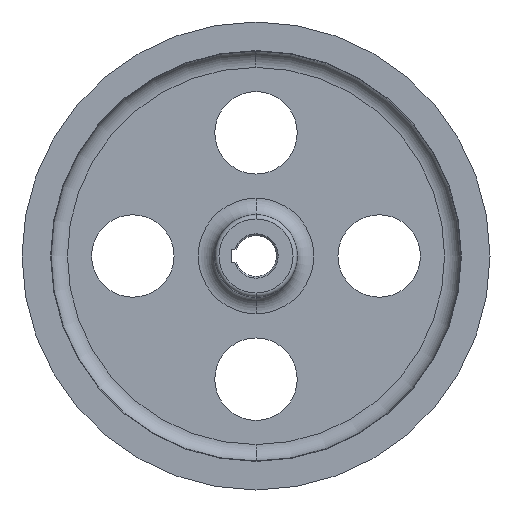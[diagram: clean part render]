
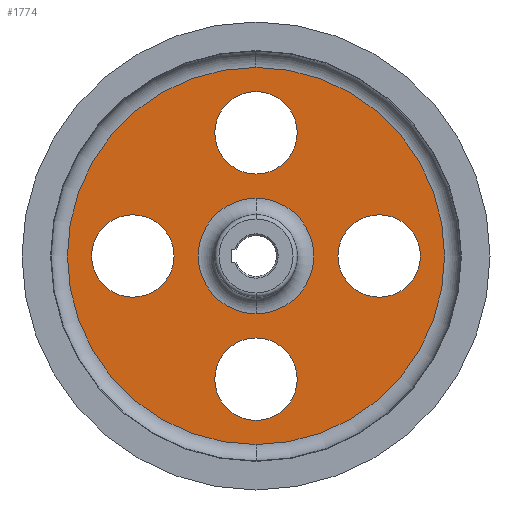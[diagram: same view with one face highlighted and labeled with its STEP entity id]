
A CAD part, left-side view. The second image highlights one B-rep face of the part: STEP entity #1774.
In plain terms, the highlighted planar face has unit normal (-1, 0, 0).
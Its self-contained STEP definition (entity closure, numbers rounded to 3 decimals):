
#4 = DIRECTION ( 'NONE',  ( -1., 0., 0. ) ) ;
#6 = DIRECTION ( 'NONE',  ( -1., 0., 0. ) ) ;
#18 = AXIS2_PLACEMENT_3D ( 'NONE', #2028, #606, #1076 ) ;
#25 = EDGE_CURVE ( 'NONE', #999, #381, #1962, .T. ) ;
#41 = CIRCLE ( 'NONE', #1388, 25.15 ) ;
#60 = ORIENTED_EDGE ( 'NONE', *, *, #1329, .F. ) ;
#80 = DIRECTION ( 'NONE',  ( -1., 0., 0. ) ) ;
#92 = CARTESIAN_POINT ( 'NONE',  ( 16., 0., 0. ) ) ;
#118 = FACE_BOUND ( 'NONE', #695, .T. ) ;
#145 = EDGE_CURVE ( 'NONE', #2056, #1667, #882, .T. ) ;
#149 = CARTESIAN_POINT ( 'NONE',  ( 16., 0., 100.3 ) ) ;
#232 = ORIENTED_EDGE ( 'NONE', *, *, #1600, .T. ) ;
#256 = DIRECTION ( 'NONE',  ( -1., 0., 0. ) ) ;
#269 = DIRECTION ( 'NONE',  ( -1., 0., 0. ) ) ;
#291 = AXIS2_PLACEMENT_3D ( 'NONE', #987, #1468, #307 ) ;
#303 = AXIS2_PLACEMENT_3D ( 'NONE', #1529, #80, #726 ) ;
#307 = DIRECTION ( 'NONE',  ( 0., 0., -1. ) ) ;
#320 = AXIS2_PLACEMENT_3D ( 'NONE', #1403, #256, #439 ) ;
#368 = CARTESIAN_POINT ( 'NONE',  ( 16., 75.15, 0. ) ) ;
#381 = VERTEX_POINT ( 'NONE', #1280 ) ;
#411 = AXIS2_PLACEMENT_3D ( 'NONE', #1884, #1211, #1058 ) ;
#419 = FACE_BOUND ( 'NONE', #1402, .T. ) ;
#429 = DIRECTION ( 'NONE',  ( 0., 0., -1. ) ) ;
#439 = DIRECTION ( 'NONE',  ( 0., 0., -1. ) ) ;
#505 = CARTESIAN_POINT ( 'NONE',  ( 16., 0., 75.15 ) ) ;
#530 = CARTESIAN_POINT ( 'NONE',  ( 16., 0., 0. ) ) ;
#541 = VERTEX_POINT ( 'NONE', #1828 ) ;
#557 = VERTEX_POINT ( 'NONE', #1359 ) ;
#589 = CARTESIAN_POINT ( 'NONE',  ( 16., -75.15, 25.15 ) ) ;
#606 = DIRECTION ( 'NONE',  ( -1., 0., 0. ) ) ;
#629 = DIRECTION ( 'NONE',  ( -1., 0., 0. ) ) ;
#646 = CIRCLE ( 'NONE', #411, 35.248 ) ;
#682 = CARTESIAN_POINT ( 'NONE',  ( 16., 0., 50. ) ) ;
#695 = EDGE_LOOP ( 'NONE', ( #1032, #1913 ) ) ;
#701 = CARTESIAN_POINT ( 'NONE',  ( 16., 0., -75.15 ) ) ;
#702 = AXIS2_PLACEMENT_3D ( 'NONE', #368, #1199, #1501 ) ;
#713 = CARTESIAN_POINT ( 'NONE',  ( 16., 0., -115.052 ) ) ;
#726 = DIRECTION ( 'NONE',  ( 0., 0., -1. ) ) ;
#727 = DIRECTION ( 'NONE',  ( 0., 0., -1. ) ) ;
#756 = FACE_BOUND ( 'NONE', #1263, .T. ) ;
#759 = CARTESIAN_POINT ( 'NONE',  ( 16., -75.15, 0. ) ) ;
#767 = CIRCLE ( 'NONE', #18, 25.15 ) ;
#773 = EDGE_CURVE ( 'NONE', #1955, #945, #41, .T. ) ;
#782 = CARTESIAN_POINT ( 'NONE',  ( 16., 0., 115.052 ) ) ;
#797 = ORIENTED_EDGE ( 'NONE', *, *, #773, .F. ) ;
#817 = ORIENTED_EDGE ( 'NONE', *, *, #1910, .T. ) ;
#841 = EDGE_LOOP ( 'NONE', ( #1825, #817 ) ) ;
#844 = EDGE_LOOP ( 'NONE', ( #1455, #232 ) ) ;
#882 = CIRCLE ( 'NONE', #1590, 115.052 ) ;
#907 = FACE_BOUND ( 'NONE', #1367, .T. ) ;
#932 = CIRCLE ( 'NONE', #1192, 25.15 ) ;
#944 = VERTEX_POINT ( 'NONE', #1677 ) ;
#945 = VERTEX_POINT ( 'NONE', #682 ) ;
#987 = CARTESIAN_POINT ( 'NONE',  ( 16., 0., 0. ) ) ;
#994 = EDGE_CURVE ( 'NONE', #1049, #944, #646, .T. ) ;
#999 = VERTEX_POINT ( 'NONE', #1069 ) ;
#1032 = ORIENTED_EDGE ( 'NONE', *, *, #25, .F. ) ;
#1049 = VERTEX_POINT ( 'NONE', #1250 ) ;
#1058 = DIRECTION ( 'NONE',  ( 0., 0., -1. ) ) ;
#1069 = CARTESIAN_POINT ( 'NONE',  ( 16., 75.15, 25.15 ) ) ;
#1070 = CARTESIAN_POINT ( 'NONE',  ( 16., 25.64, 0. ) ) ;
#1076 = DIRECTION ( 'NONE',  ( 0., 0., -1. ) ) ;
#1095 = DIRECTION ( 'NONE',  ( 1., 0., 0. ) ) ;
#1096 = AXIS2_PLACEMENT_3D ( 'NONE', #92, #1218, #727 ) ;
#1106 = EDGE_CURVE ( 'NONE', #1180, #1979, #1232, .T. ) ;
#1107 = DIRECTION ( 'NONE',  ( -1., 0., 0. ) ) ;
#1120 = EDGE_CURVE ( 'NONE', #945, #1955, #1366, .T. ) ;
#1180 = VERTEX_POINT ( 'NONE', #589 ) ;
#1185 = CIRCLE ( 'NONE', #1632, 25.15 ) ;
#1192 = AXIS2_PLACEMENT_3D ( 'NONE', #1919, #1107, #1764 ) ;
#1199 = DIRECTION ( 'NONE',  ( -1., 0., 0. ) ) ;
#1211 = DIRECTION ( 'NONE',  ( 1., 0., 0. ) ) ;
#1218 = DIRECTION ( 'NONE',  ( 1., 0., 0. ) ) ;
#1226 = PLANE ( 'NONE',  #1298 ) ;
#1232 = CIRCLE ( 'NONE', #1434, 25.15 ) ;
#1250 = CARTESIAN_POINT ( 'NONE',  ( 16., 0., -35.248 ) ) ;
#1263 = EDGE_LOOP ( 'NONE', ( #60, #1973 ) ) ;
#1265 = ORIENTED_EDGE ( 'NONE', *, *, #1865, .F. ) ;
#1280 = CARTESIAN_POINT ( 'NONE',  ( 16., 75.15, -25.15 ) ) ;
#1285 = DIRECTION ( 'NONE',  ( 0., 0., -1. ) ) ;
#1298 = AXIS2_PLACEMENT_3D ( 'NONE', #1070, #1095, #429 ) ;
#1329 = EDGE_CURVE ( 'NONE', #541, #557, #932, .T. ) ;
#1338 = CIRCLE ( 'NONE', #291, 115.052 ) ;
#1359 = CARTESIAN_POINT ( 'NONE',  ( 16., 0., -100.3 ) ) ;
#1366 = CIRCLE ( 'NONE', #320, 25.15 ) ;
#1367 = EDGE_LOOP ( 'NONE', ( #1986, #1265 ) ) ;
#1383 = EDGE_CURVE ( 'NONE', #557, #541, #1185, .T. ) ;
#1387 = FACE_BOUND ( 'NONE', #844, .T. ) ;
#1388 = AXIS2_PLACEMENT_3D ( 'NONE', #505, #629, #1285 ) ;
#1402 = EDGE_LOOP ( 'NONE', ( #797, #1668 ) ) ;
#1403 = CARTESIAN_POINT ( 'NONE',  ( 16., 0., 75.15 ) ) ;
#1434 = AXIS2_PLACEMENT_3D ( 'NONE', #759, #269, #1561 ) ;
#1455 = ORIENTED_EDGE ( 'NONE', *, *, #994, .T. ) ;
#1456 = CARTESIAN_POINT ( 'NONE',  ( 16., -75.15, -25.15 ) ) ;
#1468 = DIRECTION ( 'NONE',  ( -1., 0., 0. ) ) ;
#1474 = DIRECTION ( 'NONE',  ( 0., 0., -1. ) ) ;
#1501 = DIRECTION ( 'NONE',  ( 0., 0., -1. ) ) ;
#1529 = CARTESIAN_POINT ( 'NONE',  ( 16., 75.15, 0. ) ) ;
#1559 = FACE_OUTER_BOUND ( 'NONE', #841, .T. ) ;
#1561 = DIRECTION ( 'NONE',  ( 0., 0., -1. ) ) ;
#1590 = AXIS2_PLACEMENT_3D ( 'NONE', #530, #4, #1474 ) ;
#1600 = EDGE_CURVE ( 'NONE', #944, #1049, #2072, .T. ) ;
#1611 = CIRCLE ( 'NONE', #702, 25.15 ) ;
#1632 = AXIS2_PLACEMENT_3D ( 'NONE', #701, #6, #1798 ) ;
#1667 = VERTEX_POINT ( 'NONE', #782 ) ;
#1668 = ORIENTED_EDGE ( 'NONE', *, *, #1120, .F. ) ;
#1677 = CARTESIAN_POINT ( 'NONE',  ( 16., 0., 35.248 ) ) ;
#1764 = DIRECTION ( 'NONE',  ( 0., 0., -1. ) ) ;
#1774 = ADVANCED_FACE ( 'NONE', ( #1387, #1559, #118, #756, #907, #419 ), #1226, .F. ) ;
#1798 = DIRECTION ( 'NONE',  ( 0., 0., -1. ) ) ;
#1825 = ORIENTED_EDGE ( 'NONE', *, *, #145, .T. ) ;
#1828 = CARTESIAN_POINT ( 'NONE',  ( 16., 0., -50. ) ) ;
#1865 = EDGE_CURVE ( 'NONE', #1979, #1180, #767, .T. ) ;
#1884 = CARTESIAN_POINT ( 'NONE',  ( 16., 0., 0. ) ) ;
#1910 = EDGE_CURVE ( 'NONE', #1667, #2056, #1338, .T. ) ;
#1913 = ORIENTED_EDGE ( 'NONE', *, *, #2046, .F. ) ;
#1919 = CARTESIAN_POINT ( 'NONE',  ( 16., 0., -75.15 ) ) ;
#1955 = VERTEX_POINT ( 'NONE', #149 ) ;
#1962 = CIRCLE ( 'NONE', #303, 25.15 ) ;
#1973 = ORIENTED_EDGE ( 'NONE', *, *, #1383, .F. ) ;
#1979 = VERTEX_POINT ( 'NONE', #1456 ) ;
#1986 = ORIENTED_EDGE ( 'NONE', *, *, #1106, .F. ) ;
#2028 = CARTESIAN_POINT ( 'NONE',  ( 16., -75.15, 0. ) ) ;
#2046 = EDGE_CURVE ( 'NONE', #381, #999, #1611, .T. ) ;
#2056 = VERTEX_POINT ( 'NONE', #713 ) ;
#2072 = CIRCLE ( 'NONE', #1096, 35.248 ) ;
